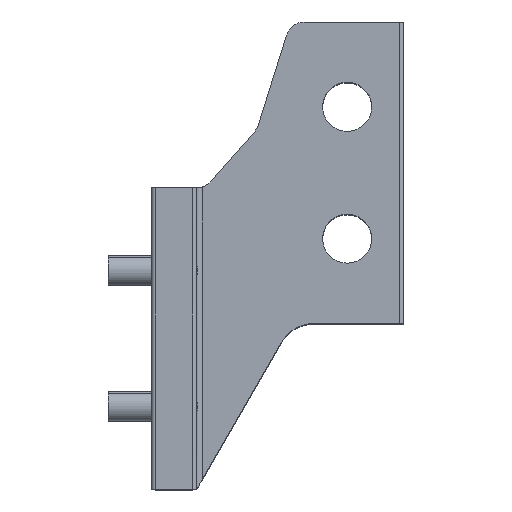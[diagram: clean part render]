
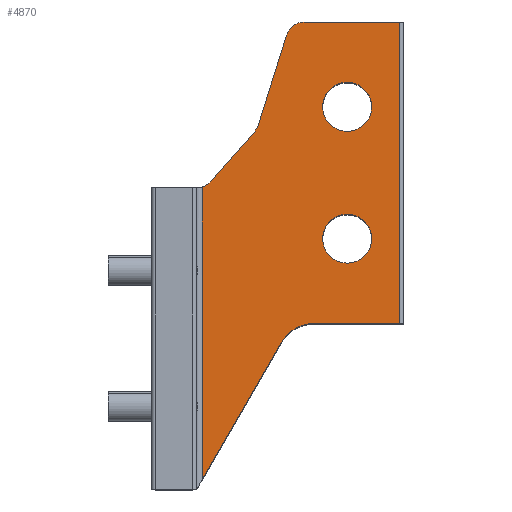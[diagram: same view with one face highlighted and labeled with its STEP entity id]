
A CAD part, left-side view. The second image highlights one B-rep face of the part: STEP entity #4870.
In plain terms, the highlighted planar face has unit normal (-1, 0, 0).
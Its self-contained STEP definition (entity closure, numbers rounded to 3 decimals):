
#3936=CARTESIAN_POINT('Vertex',(-328.005,-24.517,204.998)) ;
#3939=CARTESIAN_POINT('Line Origine',(-328.005,-14.008,186.797)) ;
#3943=CARTESIAN_POINT('Vertex',(-328.005,-3.5,168.596)) ;
#4021=CARTESIAN_POINT('Line Origine',(-328.005,-3.5,227.998)) ;
#4025=CARTESIAN_POINT('Vertex',(-328.005,-3.5,246.229)) ;
#4156=CARTESIAN_POINT('Axis2P3D Location',(-328.005,-2.,250.998)) ;
#4160=CARTESIAN_POINT('Vertex',(-328.005,-5.745,247.685)) ;
#4460=CARTESIAN_POINT('Vertex',(-328.005,-33.177,209.998)) ;
#4463=CARTESIAN_POINT('Axis2P3D Location',(-328.005,-33.177,199.998)) ;
#4539=CARTESIAN_POINT('Vertex',(-328.005,-56.,209.998)) ;
#4542=CARTESIAN_POINT('Line Origine',(-328.005,-44.588,209.998)) ;
#4610=CARTESIAN_POINT('Vertex',(-328.005,-42.,260.998)) ;
#4613=CARTESIAN_POINT('Axis2P3D Location',(-328.005,-42.,267.498)) ;
#4617=CARTESIAN_POINT('Vertex',(-328.005,-42.,273.998)) ;
#4639=CARTESIAN_POINT('Axis2P3D Location',(-328.005,-42.,267.498)) ;
#4667=CARTESIAN_POINT('Vertex',(-328.005,-42.,238.998)) ;
#4670=CARTESIAN_POINT('Axis2P3D Location',(-328.005,-42.,232.498)) ;
#4674=CARTESIAN_POINT('Vertex',(-328.005,-42.,225.998)) ;
#4696=CARTESIAN_POINT('Axis2P3D Location',(-328.005,-42.,232.498)) ;
#4729=CARTESIAN_POINT('Vertex',(-328.006,-56.,289.998)) ;
#4732=CARTESIAN_POINT('Line Origine',(-328.005,-56.,227.998)) ;
#4766=CARTESIAN_POINT('Line Origine',(-328.006,-43.333,289.998)) ;
#4770=CARTESIAN_POINT('Vertex',(-328.006,-30.666,289.998)) ;
#4799=CARTESIAN_POINT('Axis2P3D Location',(-328.005,-30.666,284.998)) ;
#4803=CARTESIAN_POINT('Vertex',(-328.005,-25.898,286.502)) ;
#4825=CARTESIAN_POINT('Axis2P3D Location',(-328.005,-57.,165.998)) ;
#4830=CARTESIAN_POINT('Line Origine',(-328.005,-11.541,254.236)) ;
#4834=CARTESIAN_POINT('Vertex',(-328.005,-17.336,260.787)) ;
#4837=CARTESIAN_POINT('Line Origine',(-328.005,-22.129,274.549)) ;
#4841=CARTESIAN_POINT('Vertex',(-328.005,-18.36,262.596)) ;
#4844=CARTESIAN_POINT('Axis2P3D Location',(-328.005,-13.591,264.1)) ;
#3940=DIRECTION('Vector Direction',(0.,-0.5,0.866)) ;
#4022=DIRECTION('Vector Direction',(0.,0.,1.)) ;
#4157=DIRECTION('Axis2P3D Direction',(1.,0.,0.)) ;
#4464=DIRECTION('Axis2P3D Direction',(1.,0.,0.)) ;
#4543=DIRECTION('Vector Direction',(0.,1.,0.)) ;
#4614=DIRECTION('Axis2P3D Direction',(1.,0.,0.)) ;
#4640=DIRECTION('Axis2P3D Direction',(1.,0.,0.)) ;
#4671=DIRECTION('Axis2P3D Direction',(1.,0.,0.)) ;
#4697=DIRECTION('Axis2P3D Direction',(1.,0.,0.)) ;
#4733=DIRECTION('Vector Direction',(0.,0.,1.)) ;
#4767=DIRECTION('Vector Direction',(0.,1.,0.)) ;
#4800=DIRECTION('Axis2P3D Direction',(-1.,0.,0.)) ;
#4826=DIRECTION('Axis2P3D Direction',(1.,0.,0.)) ;
#4827=DIRECTION('Axis2P3D XDirection',(0.,1.,0.)) ;
#4831=DIRECTION('Vector Direction',(0.,0.663,-0.749)) ;
#4838=DIRECTION('Vector Direction',(0.,0.301,-0.954)) ;
#4845=DIRECTION('Axis2P3D Direction',(1.,0.,0.)) ;
#4158=AXIS2_PLACEMENT_3D('Circle Axis2P3D',#4156,#4157,$) ;
#4465=AXIS2_PLACEMENT_3D('Circle Axis2P3D',#4463,#4464,$) ;
#4615=AXIS2_PLACEMENT_3D('Circle Axis2P3D',#4613,#4614,$) ;
#4641=AXIS2_PLACEMENT_3D('Circle Axis2P3D',#4639,#4640,$) ;
#4672=AXIS2_PLACEMENT_3D('Circle Axis2P3D',#4670,#4671,$) ;
#4698=AXIS2_PLACEMENT_3D('Circle Axis2P3D',#4696,#4697,$) ;
#4801=AXIS2_PLACEMENT_3D('Circle Axis2P3D',#4799,#4800,$) ;
#4828=AXIS2_PLACEMENT_3D('Plane Axis2P3D',#4825,#4826,#4827) ;
#4846=AXIS2_PLACEMENT_3D('Circle Axis2P3D',#4844,#4845,$) ;
#4850=ORIENTED_EDGE('',*,*,#4836,.T.) ;
#4851=ORIENTED_EDGE('',*,*,#4162,.T.) ;
#4852=ORIENTED_EDGE('',*,*,#4027,.F.) ;
#4853=ORIENTED_EDGE('',*,*,#3945,.T.) ;
#4854=ORIENTED_EDGE('',*,*,#4467,.T.) ;
#4855=ORIENTED_EDGE('',*,*,#4546,.F.) ;
#4856=ORIENTED_EDGE('',*,*,#4736,.T.) ;
#4857=ORIENTED_EDGE('',*,*,#4772,.F.) ;
#4858=ORIENTED_EDGE('',*,*,#4805,.F.) ;
#4859=ORIENTED_EDGE('',*,*,#4843,.T.) ;
#4860=ORIENTED_EDGE('',*,*,#4848,.T.) ;
#4863=ORIENTED_EDGE('',*,*,#4643,.T.) ;
#4864=ORIENTED_EDGE('',*,*,#4619,.T.) ;
#4867=ORIENTED_EDGE('',*,*,#4700,.T.) ;
#4868=ORIENTED_EDGE('',*,*,#4676,.T.) ;
#4865=FACE_BOUND('',#4862,.T.) ;
#4869=FACE_BOUND('',#4866,.T.) ;
#3941=VECTOR('Line Direction',#3940,1.) ;
#4023=VECTOR('Line Direction',#4022,1.) ;
#4544=VECTOR('Line Direction',#4543,1.) ;
#4734=VECTOR('Line Direction',#4733,1.) ;
#4768=VECTOR('Line Direction',#4767,1.) ;
#4832=VECTOR('Line Direction',#4831,1.) ;
#4839=VECTOR('Line Direction',#4838,1.) ;
#4870=ADVANCED_FACE('Body.2',(#4861,#4865,#4869),#4829,.F.) ;
#4159=CIRCLE('generated circle',#4158,5.) ;
#4466=CIRCLE('generated circle',#4465,10.) ;
#4616=CIRCLE('generated circle',#4615,6.5) ;
#4642=CIRCLE('generated circle',#4641,6.5) ;
#4673=CIRCLE('generated circle',#4672,6.5) ;
#4699=CIRCLE('generated circle',#4698,6.5) ;
#4802=CIRCLE('generated circle',#4801,5.) ;
#4847=CIRCLE('generated circle',#4846,5.) ;
#3945=EDGE_CURVE('',#3944,#3937,#3942,.T.) ;
#4027=EDGE_CURVE('',#3944,#4026,#4024,.T.) ;
#4162=EDGE_CURVE('',#4161,#4026,#4159,.T.) ;
#4467=EDGE_CURVE('',#3937,#4461,#4466,.T.) ;
#4546=EDGE_CURVE('',#4540,#4461,#4545,.T.) ;
#4619=EDGE_CURVE('',#4618,#4611,#4616,.T.) ;
#4643=EDGE_CURVE('',#4611,#4618,#4642,.T.) ;
#4676=EDGE_CURVE('',#4675,#4668,#4673,.T.) ;
#4700=EDGE_CURVE('',#4668,#4675,#4699,.T.) ;
#4736=EDGE_CURVE('',#4540,#4730,#4735,.T.) ;
#4772=EDGE_CURVE('',#4771,#4730,#4769,.F.) ;
#4805=EDGE_CURVE('',#4804,#4771,#4802,.F.) ;
#4836=EDGE_CURVE('',#4835,#4161,#4833,.T.) ;
#4843=EDGE_CURVE('',#4804,#4842,#4840,.T.) ;
#4848=EDGE_CURVE('',#4842,#4835,#4847,.T.) ;
#4849=EDGE_LOOP('',(#4850,#4851,#4852,#4853,#4854,#4855,#4856,#4857,#4858,#4859,#4860)) ;
#4862=EDGE_LOOP('',(#4863,#4864)) ;
#4866=EDGE_LOOP('',(#4867,#4868)) ;
#4861=FACE_OUTER_BOUND('',#4849,.T.) ;
#3942=LINE('Line',#3939,#3941) ;
#4024=LINE('Line',#4021,#4023) ;
#4545=LINE('Line',#4542,#4544) ;
#4735=LINE('Line',#4732,#4734) ;
#4769=LINE('Line',#4766,#4768) ;
#4833=LINE('Line',#4830,#4832) ;
#4840=LINE('Line',#4837,#4839) ;
#4829=PLANE('',#4828) ;
#3937=VERTEX_POINT('',#3936) ;
#3944=VERTEX_POINT('',#3943) ;
#4026=VERTEX_POINT('',#4025) ;
#4161=VERTEX_POINT('',#4160) ;
#4461=VERTEX_POINT('',#4460) ;
#4540=VERTEX_POINT('',#4539) ;
#4611=VERTEX_POINT('',#4610) ;
#4618=VERTEX_POINT('',#4617) ;
#4668=VERTEX_POINT('',#4667) ;
#4675=VERTEX_POINT('',#4674) ;
#4730=VERTEX_POINT('',#4729) ;
#4771=VERTEX_POINT('',#4770) ;
#4804=VERTEX_POINT('',#4803) ;
#4835=VERTEX_POINT('',#4834) ;
#4842=VERTEX_POINT('',#4841) ;
